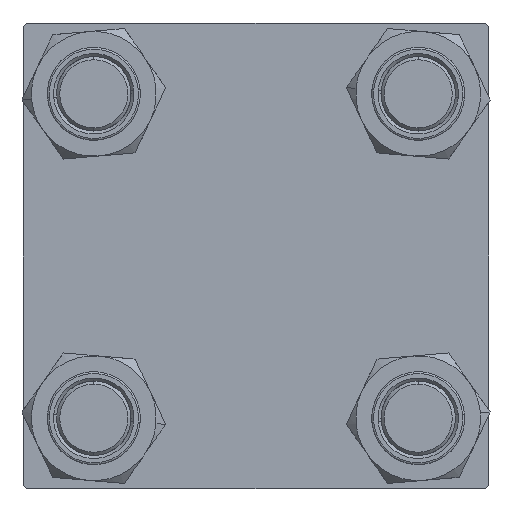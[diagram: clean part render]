
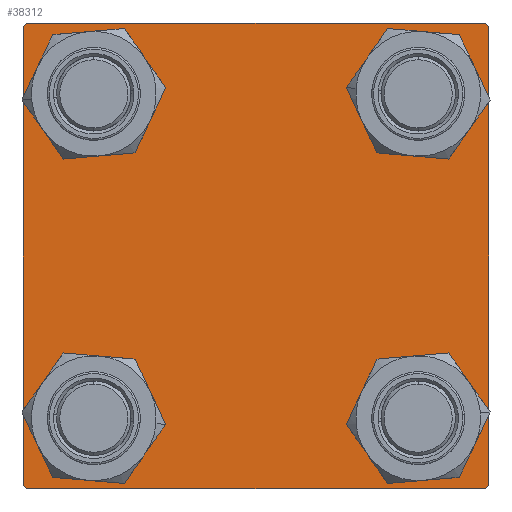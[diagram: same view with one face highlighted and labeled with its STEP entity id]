
A CAD part, left-side view. The second image highlights one B-rep face of the part: STEP entity #38312.
In plain terms, the highlighted planar face has unit normal (-1, 0, 0).
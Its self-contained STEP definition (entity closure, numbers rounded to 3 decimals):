
#141 = DIRECTION ( 'NONE',  ( 1., 0., 0. ) ) ;
#392 = AXIS2_PLACEMENT_3D ( 'NONE', #40863, #44895, #1450 ) ;
#711 = ORIENTED_EDGE ( 'NONE', *, *, #5431, .T. ) ;
#988 = CARTESIAN_POINT ( 'NONE',  ( 0., -26.15, -26.15 ) ) ;
#1450 = DIRECTION ( 'NONE',  ( 0., 0., 1. ) ) ;
#1831 = CARTESIAN_POINT ( 'NONE',  ( 0., -37.5, 37. ) ) ;
#2140 = VERTEX_POINT ( 'NONE', #28734 ) ;
#2741 = LINE ( 'NONE', #38121, #20777 ) ;
#3247 = CARTESIAN_POINT ( 'NONE',  ( 0., 37.5, 37. ) ) ;
#4072 = CIRCLE ( 'NONE', #42671, 6.5 ) ;
#4337 = AXIS2_PLACEMENT_3D ( 'NONE', #12402, #12971, #47461 ) ;
#4406 = DIRECTION ( 'NONE',  ( 0., -1., 0. ) ) ;
#5258 = CARTESIAN_POINT ( 'NONE',  ( 0., 37.5, -37.5 ) ) ;
#5431 = EDGE_CURVE ( 'NONE', #22671, #2140, #39369, .T. ) ;
#5536 = CIRCLE ( 'NONE', #37692, 6.5 ) ;
#5955 = VECTOR ( 'NONE', #39115, 1000. ) ;
#6053 = CARTESIAN_POINT ( 'NONE',  ( 0., 26.15, -32.65 ) ) ;
#6267 = VERTEX_POINT ( 'NONE', #24614 ) ;
#6299 = DIRECTION ( 'NONE',  ( 1., 0., 0. ) ) ;
#7561 = VERTEX_POINT ( 'NONE', #31566 ) ;
#8138 = EDGE_CURVE ( 'NONE', #50110, #6267, #5536, .T. ) ;
#8139 = DIRECTION ( 'NONE',  ( 1., 0., 0. ) ) ;
#8561 = VECTOR ( 'NONE', #4406, 1000. ) ;
#8749 = VERTEX_POINT ( 'NONE', #1831 ) ;
#9442 = EDGE_LOOP ( 'NONE', ( #711, #31864 ) ) ;
#9731 = LINE ( 'NONE', #27287, #28310 ) ;
#9743 = CARTESIAN_POINT ( 'NONE',  ( 0., 37., -37.5 ) ) ;
#10168 = ORIENTED_EDGE ( 'NONE', *, *, #16049, .T. ) ;
#10533 = CARTESIAN_POINT ( 'NONE',  ( 0., -26.15, -19.65 ) ) ;
#10551 = VERTEX_POINT ( 'NONE', #9743 ) ;
#10841 = CARTESIAN_POINT ( 'NONE',  ( 0., 26.15, 32.65 ) ) ;
#11880 = EDGE_CURVE ( 'NONE', #40785, #27814, #49569, .T. ) ;
#11996 = VERTEX_POINT ( 'NONE', #3247 ) ;
#12069 = AXIS2_PLACEMENT_3D ( 'NONE', #27604, #6299, #45128 ) ;
#12262 = DIRECTION ( 'NONE',  ( 1., 0., 0. ) ) ;
#12359 = AXIS2_PLACEMENT_3D ( 'NONE', #14951, #15806, #36787 ) ;
#12402 = CARTESIAN_POINT ( 'NONE',  ( 0., 0., 0. ) ) ;
#12971 = DIRECTION ( 'NONE',  ( -1., 0., 0. ) ) ;
#13262 = FACE_BOUND ( 'NONE', #49658, .T. ) ;
#14394 = VERTEX_POINT ( 'NONE', #19566 ) ;
#14951 = CARTESIAN_POINT ( 'NONE',  ( 0., -26.15, -26.15 ) ) ;
#15351 = ORIENTED_EDGE ( 'NONE', *, *, #54314, .T. ) ;
#15806 = DIRECTION ( 'NONE',  ( 1., 0., 0. ) ) ;
#16049 = EDGE_CURVE ( 'NONE', #14394, #18862, #48812, .T. ) ;
#16715 = FACE_OUTER_BOUND ( 'NONE', #18172, .T. ) ;
#16787 = CARTESIAN_POINT ( 'NONE',  ( 0., 26.15, -26.15 ) ) ;
#17941 = ORIENTED_EDGE ( 'NONE', *, *, #48052, .T. ) ;
#18172 = EDGE_LOOP ( 'NONE', ( #31305, #22742, #17941, #34354, #21201, #54710, #34778, #15351 ) ) ;
#18401 = LINE ( 'NONE', #32168, #25949 ) ;
#18862 = VERTEX_POINT ( 'NONE', #10841 ) ;
#19566 = CARTESIAN_POINT ( 'NONE',  ( 0., 26.15, 19.65 ) ) ;
#20777 = VECTOR ( 'NONE', #55633, 1000. ) ;
#20892 = LINE ( 'NONE', #38413, #26289 ) ;
#21201 = ORIENTED_EDGE ( 'NONE', *, *, #48886, .F. ) ;
#21595 = CARTESIAN_POINT ( 'NONE',  ( 0., 37.25, 37.25 ) ) ;
#21953 = AXIS2_PLACEMENT_3D ( 'NONE', #28901, #37229, #54755 ) ;
#22084 = AXIS2_PLACEMENT_3D ( 'NONE', #988, #141, #26619 ) ;
#22136 = LINE ( 'NONE', #39646, #25163 ) ;
#22462 = DIRECTION ( 'NONE',  ( 0., 0.707, 0.707 ) ) ;
#22603 = VERTEX_POINT ( 'NONE', #46907 ) ;
#22671 = VERTEX_POINT ( 'NONE', #55530 ) ;
#22742 = ORIENTED_EDGE ( 'NONE', *, *, #48524, .T. ) ;
#24254 = EDGE_CURVE ( 'NONE', #27814, #40785, #46284, .T. ) ;
#24362 = CIRCLE ( 'NONE', #56446, 6.5 ) ;
#24614 = CARTESIAN_POINT ( 'NONE',  ( 0., 26.15, -19.65 ) ) ;
#25163 = VECTOR ( 'NONE', #39359, 1000. ) ;
#25949 = VECTOR ( 'NONE', #22462, 1000. ) ;
#26239 = CARTESIAN_POINT ( 'NONE',  ( 0., -37., -37.5 ) ) ;
#26289 = VECTOR ( 'NONE', #55924, 1000. ) ;
#26619 = DIRECTION ( 'NONE',  ( 0., 0., 1. ) ) ;
#26848 = LINE ( 'NONE', #5258, #8561 ) ;
#27010 = DIRECTION ( 'NONE',  ( 0., -1., 0. ) ) ;
#27173 = VERTEX_POINT ( 'NONE', #48079 ) ;
#27228 = CARTESIAN_POINT ( 'NONE',  ( 0., 26.15, 26.15 ) ) ;
#27287 = CARTESIAN_POINT ( 'NONE',  ( 0., 37.5, 37.5 ) ) ;
#27604 = CARTESIAN_POINT ( 'NONE',  ( 0., 26.15, 26.15 ) ) ;
#27710 = ORIENTED_EDGE ( 'NONE', *, *, #11880, .T. ) ;
#27814 = VERTEX_POINT ( 'NONE', #10533 ) ;
#28310 = VECTOR ( 'NONE', #27010, 1000. ) ;
#28734 = CARTESIAN_POINT ( 'NONE',  ( 0., -26.15, 19.65 ) ) ;
#28901 = CARTESIAN_POINT ( 'NONE',  ( 0., -26.15, 26.15 ) ) ;
#30390 = VERTEX_POINT ( 'NONE', #56127 ) ;
#31305 = ORIENTED_EDGE ( 'NONE', *, *, #35091, .T. ) ;
#31381 = LINE ( 'NONE', #48900, #45284 ) ;
#31566 = CARTESIAN_POINT ( 'NONE',  ( 0., -37.5, -37. ) ) ;
#31864 = ORIENTED_EDGE ( 'NONE', *, *, #52265, .T. ) ;
#32168 = CARTESIAN_POINT ( 'NONE',  ( 0., -37.25, 37.25 ) ) ;
#32409 = EDGE_CURVE ( 'NONE', #18862, #14394, #24362, .T. ) ;
#34324 = DIRECTION ( 'NONE',  ( 0., 0., 1. ) ) ;
#34354 = ORIENTED_EDGE ( 'NONE', *, *, #56744, .T. ) ;
#34778 = ORIENTED_EDGE ( 'NONE', *, *, #41727, .F. ) ;
#35091 = EDGE_CURVE ( 'NONE', #11996, #27173, #20892, .T. ) ;
#35842 = DIRECTION ( 'NONE',  ( 0., 0., 1. ) ) ;
#36114 = DIRECTION ( 'NONE',  ( 1., 0., 0. ) ) ;
#36787 = DIRECTION ( 'NONE',  ( 0., 0., 1. ) ) ;
#37229 = DIRECTION ( 'NONE',  ( 1., 0., 0. ) ) ;
#37692 = AXIS2_PLACEMENT_3D ( 'NONE', #16787, #8139, #34324 ) ;
#37854 = DIRECTION ( 'NONE',  ( 0., 0., 1. ) ) ;
#38121 = CARTESIAN_POINT ( 'NONE',  ( 0., -37.25, -37.25 ) ) ;
#38312 = ADVANCED_FACE ( 'NONE', ( #47172, #13262, #44008, #48026, #16715 ), #52334, .T. ) ;
#38413 = CARTESIAN_POINT ( 'NONE',  ( 0., 37.5, 37.5 ) ) ;
#39115 = DIRECTION ( 'NONE',  ( 0., 0.707, -0.707 ) ) ;
#39359 = DIRECTION ( 'NONE',  ( 0., 0., -1. ) ) ;
#39369 = CIRCLE ( 'NONE', #21953, 6.5 ) ;
#39646 = CARTESIAN_POINT ( 'NONE',  ( 0., -37.5, 37.5 ) ) ;
#40433 = ORIENTED_EDGE ( 'NONE', *, *, #50120, .T. ) ;
#40785 = VERTEX_POINT ( 'NONE', #42735 ) ;
#40863 = CARTESIAN_POINT ( 'NONE',  ( 0., 26.15, -26.15 ) ) ;
#41727 = EDGE_CURVE ( 'NONE', #30390, #22603, #9731, .T. ) ;
#42671 = AXIS2_PLACEMENT_3D ( 'NONE', #55372, #12262, #37854 ) ;
#42735 = CARTESIAN_POINT ( 'NONE',  ( 0., -26.15, -32.65 ) ) ;
#43183 = EDGE_LOOP ( 'NONE', ( #53827, #10168 ) ) ;
#44008 = FACE_BOUND ( 'NONE', #46648, .T. ) ;
#44310 = DIRECTION ( 'NONE',  ( 0., -0.707, -0.707 ) ) ;
#44895 = DIRECTION ( 'NONE',  ( 1., 0., 0. ) ) ;
#45128 = DIRECTION ( 'NONE',  ( 0., 0., 1. ) ) ;
#45220 = EDGE_CURVE ( 'NONE', #8749, #22603, #18401, .T. ) ;
#45284 = VECTOR ( 'NONE', #44310, 1000. ) ;
#46284 = CIRCLE ( 'NONE', #12359, 6.5 ) ;
#46648 = EDGE_LOOP ( 'NONE', ( #40433, #49334 ) ) ;
#46907 = CARTESIAN_POINT ( 'NONE',  ( 0., -37., 37.5 ) ) ;
#47172 = FACE_BOUND ( 'NONE', #9442, .T. ) ;
#47461 = DIRECTION ( 'NONE',  ( 0., 0., 1. ) ) ;
#48026 = FACE_BOUND ( 'NONE', #43183, .T. ) ;
#48052 = EDGE_CURVE ( 'NONE', #10551, #55166, #26848, .T. ) ;
#48079 = CARTESIAN_POINT ( 'NONE',  ( 0., 37.5, -37. ) ) ;
#48524 = EDGE_CURVE ( 'NONE', #27173, #10551, #31381, .T. ) ;
#48812 = CIRCLE ( 'NONE', #12069, 6.5 ) ;
#48886 = EDGE_CURVE ( 'NONE', #8749, #7561, #22136, .T. ) ;
#48900 = CARTESIAN_POINT ( 'NONE',  ( 0., 37.25, -37.25 ) ) ;
#49334 = ORIENTED_EDGE ( 'NONE', *, *, #8138, .T. ) ;
#49569 = CIRCLE ( 'NONE', #22084, 6.5 ) ;
#49658 = EDGE_LOOP ( 'NONE', ( #53858, #27710 ) ) ;
#50110 = VERTEX_POINT ( 'NONE', #6053 ) ;
#50120 = EDGE_CURVE ( 'NONE', #6267, #50110, #56354, .T. ) ;
#52265 = EDGE_CURVE ( 'NONE', #2140, #22671, #4072, .T. ) ;
#52334 = PLANE ( 'NONE',  #4337 ) ;
#53827 = ORIENTED_EDGE ( 'NONE', *, *, #32409, .T. ) ;
#53858 = ORIENTED_EDGE ( 'NONE', *, *, #24254, .T. ) ;
#54314 = EDGE_CURVE ( 'NONE', #30390, #11996, #56337, .T. ) ;
#54710 = ORIENTED_EDGE ( 'NONE', *, *, #45220, .T. ) ;
#54755 = DIRECTION ( 'NONE',  ( 0., 0., 1. ) ) ;
#55166 = VERTEX_POINT ( 'NONE', #26239 ) ;
#55372 = CARTESIAN_POINT ( 'NONE',  ( 0., -26.15, 26.15 ) ) ;
#55530 = CARTESIAN_POINT ( 'NONE',  ( 0., -26.15, 32.65 ) ) ;
#55633 = DIRECTION ( 'NONE',  ( 0., -0.707, 0.707 ) ) ;
#55924 = DIRECTION ( 'NONE',  ( 0., 0., -1. ) ) ;
#56127 = CARTESIAN_POINT ( 'NONE',  ( 0., 37., 37.5 ) ) ;
#56337 = LINE ( 'NONE', #21595, #5955 ) ;
#56354 = CIRCLE ( 'NONE', #392, 6.5 ) ;
#56446 = AXIS2_PLACEMENT_3D ( 'NONE', #27228, #36114, #35842 ) ;
#56744 = EDGE_CURVE ( 'NONE', #55166, #7561, #2741, .T. ) ;
